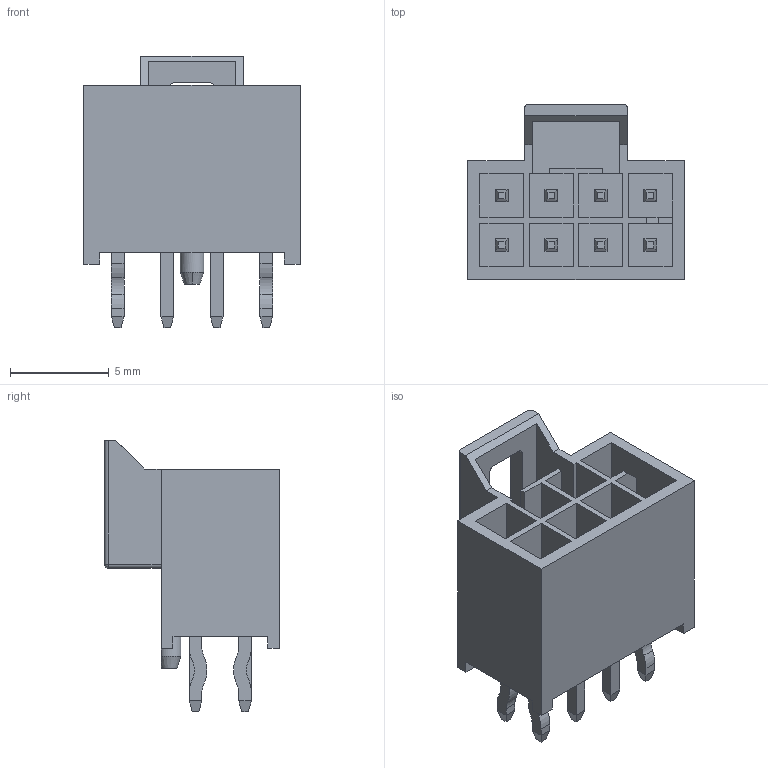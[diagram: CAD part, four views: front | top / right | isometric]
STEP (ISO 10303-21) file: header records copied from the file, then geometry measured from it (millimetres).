
FILE_DESCRIPTION(/* description */ (''),/* implementation_level */ '2;1');
FILE_NAME(/* name */ '1053101108_nanoFITdualRow2x4PIN.stp',/* time_stamp */ '2020-03-13T17:22:41+01:00',/* author */ ('franc'),/* organization */ (''),/* preprocessor_version */ 'ST-DEVELOPER v18',/* originating_system */ 'Autodesk Inventor 2020',/* authorisation */ '');
FILE_SCHEMA (('AUTOMOTIVE_DESIGN { 1 0 10303 214 3 1 1 }'));
Length unit declared in the file: millimetre
Products named in the file (1): 1053101108_nanoFITdualRow2x4PIN
Bounding box: 10.94 x 8.84 x 13.71 mm (x, y, z)
Volume: 368.6 mm3; surface area: 1122.7 mm2
Topology: 1 solids, 1 shells, 267 faces, 666 edges, 420 vertices
Faces by surface type: plane 230, cylinder 33, sphere 2, cone 2
Entity records: 7896 total; most frequent: CARTESIAN_POINT 1358, ORIENTED_EDGE 1332, DIRECTION 1269, EDGE_CURVE 666, LINE 595, VECTOR 595, VERTEX_POINT 420, AXIS2_PLACEMENT_3D 337
